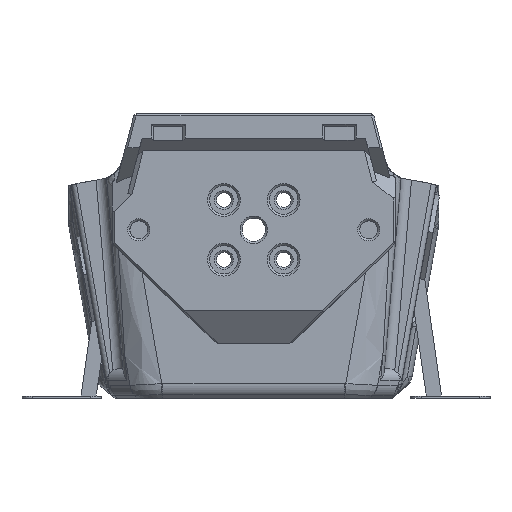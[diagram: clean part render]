
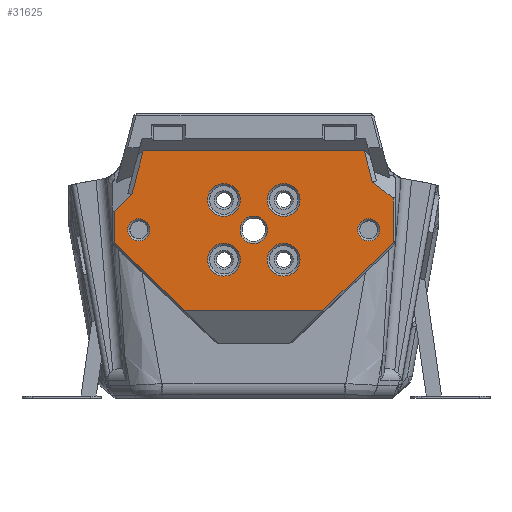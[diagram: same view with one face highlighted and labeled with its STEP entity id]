
A CAD part, front view. The second image highlights one B-rep face of the part: STEP entity #31625.
In plain terms, the highlighted planar face has unit normal (0, -1, 0).
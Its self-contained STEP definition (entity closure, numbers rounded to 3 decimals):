
#1605=CIRCLE('',#34158,2.1);
#1606=CIRCLE('',#34159,2.1);
#1607=CIRCLE('',#34160,2.6);
#1608=CIRCLE('',#34161,3.1);
#1609=CIRCLE('',#34162,3.1);
#1610=CIRCLE('',#34163,3.1);
#1611=CIRCLE('',#34164,3.1);
#2081=LINE('',#44463,#4955);
#2090=LINE('',#44482,#4964);
#3677=LINE('',#56822,#6551);
#3678=LINE('',#56824,#6552);
#3679=LINE('',#56826,#6553);
#3680=LINE('',#56828,#6554);
#3681=LINE('',#56830,#6555);
#3682=LINE('',#56832,#6556);
#3683=LINE('',#56834,#6557);
#3684=LINE('',#56835,#6558);
#4955=VECTOR('',#35660,1000.);
#4964=VECTOR('',#35671,1000.);
#6551=VECTOR('',#40286,1000.);
#6552=VECTOR('',#40287,1000.);
#6553=VECTOR('',#40288,1000.);
#6554=VECTOR('',#40289,1000.);
#6555=VECTOR('',#40290,1000.);
#6556=VECTOR('',#40291,1000.);
#6557=VECTOR('',#40292,1000.);
#6558=VECTOR('',#40293,1000.);
#13825=ORIENTED_EDGE('',*,*,#17460,.F.);
#13826=ORIENTED_EDGE('',*,*,#20258,.T.);
#13827=ORIENTED_EDGE('',*,*,#20259,.T.);
#13828=ORIENTED_EDGE('',*,*,#20260,.T.);
#13829=ORIENTED_EDGE('',*,*,#20261,.T.);
#13830=ORIENTED_EDGE('',*,*,#20262,.T.);
#13831=ORIENTED_EDGE('',*,*,#20263,.T.);
#13832=ORIENTED_EDGE('',*,*,#20264,.T.);
#13833=ORIENTED_EDGE('',*,*,#17469,.F.);
#13834=ORIENTED_EDGE('',*,*,#20265,.T.);
#13835=ORIENTED_EDGE('',*,*,#20266,.T.);
#13836=ORIENTED_EDGE('',*,*,#20267,.T.);
#13837=ORIENTED_EDGE('',*,*,#20268,.T.);
#13838=ORIENTED_EDGE('',*,*,#20269,.F.);
#13839=ORIENTED_EDGE('',*,*,#20270,.F.);
#13840=ORIENTED_EDGE('',*,*,#20271,.T.);
#13841=ORIENTED_EDGE('',*,*,#20272,.T.);
#17460=EDGE_CURVE('',#22096,#22097,#2081,.F.);
#17469=EDGE_CURVE('',#22105,#22106,#2090,.F.);
#20258=EDGE_CURVE('',#22096,#23843,#3677,.T.);
#20259=EDGE_CURVE('',#23843,#23844,#3678,.F.);
#20260=EDGE_CURVE('',#23844,#23845,#3679,.T.);
#20261=EDGE_CURVE('',#23845,#23846,#3680,.T.);
#20262=EDGE_CURVE('',#23846,#23847,#3681,.T.);
#20263=EDGE_CURVE('',#23847,#23848,#3682,.T.);
#20264=EDGE_CURVE('',#23848,#22106,#3683,.T.);
#20265=EDGE_CURVE('',#22105,#22097,#3684,.T.);
#20266=EDGE_CURVE('',#23849,#23849,#1605,.F.);
#20267=EDGE_CURVE('',#23850,#23850,#1606,.F.);
#20268=EDGE_CURVE('',#23851,#23851,#1607,.F.);
#20269=EDGE_CURVE('',#23852,#23852,#1608,.F.);
#20270=EDGE_CURVE('',#23853,#23853,#1609,.F.);
#20271=EDGE_CURVE('',#23854,#23854,#1610,.F.);
#20272=EDGE_CURVE('',#23855,#23855,#1611,.F.);
#22096=VERTEX_POINT('',#44462);
#22097=VERTEX_POINT('',#44464);
#22105=VERTEX_POINT('',#44481);
#22106=VERTEX_POINT('',#44483);
#23843=VERTEX_POINT('',#56823);
#23844=VERTEX_POINT('',#56825);
#23845=VERTEX_POINT('',#56827);
#23846=VERTEX_POINT('',#56829);
#23847=VERTEX_POINT('',#56831);
#23848=VERTEX_POINT('',#56833);
#23849=VERTEX_POINT('',#56837);
#23850=VERTEX_POINT('',#56839);
#23851=VERTEX_POINT('',#56841);
#23852=VERTEX_POINT('',#56843);
#23853=VERTEX_POINT('',#56845);
#23854=VERTEX_POINT('',#56847);
#23855=VERTEX_POINT('',#56849);
#26798=EDGE_LOOP('',(#13825,#13826,#13827,#13828,#13829,#13830,#13831,#13832,
#13833,#13834));
#26799=EDGE_LOOP('',(#13835));
#26800=EDGE_LOOP('',(#13836));
#26801=EDGE_LOOP('',(#13837));
#26802=EDGE_LOOP('',(#13838));
#26803=EDGE_LOOP('',(#13839));
#26804=EDGE_LOOP('',(#13840));
#26805=EDGE_LOOP('',(#13841));
#28730=FACE_BOUND('',#26798,.T.);
#28731=FACE_BOUND('',#26799,.T.);
#28732=FACE_BOUND('',#26800,.T.);
#28733=FACE_BOUND('',#26801,.T.);
#28734=FACE_BOUND('',#26802,.T.);
#28735=FACE_BOUND('',#26803,.T.);
#28736=FACE_BOUND('',#26804,.T.);
#28737=FACE_BOUND('',#26805,.T.);
#30020=PLANE('',#34157);
#31625=ADVANCED_FACE('',(#28730,#28731,#28732,#28733,#28734,#28735,#28736,
#28737),#30020,.T.);
#34157=AXIS2_PLACEMENT_3D('',#56821,#40284,#40285);
#34158=AXIS2_PLACEMENT_3D('',#56836,#40294,#40295);
#34159=AXIS2_PLACEMENT_3D('',#56838,#40296,#40297);
#34160=AXIS2_PLACEMENT_3D('',#56840,#40298,#40299);
#34161=AXIS2_PLACEMENT_3D('',#56842,#40300,#40301);
#34162=AXIS2_PLACEMENT_3D('',#56844,#40302,#40303);
#34163=AXIS2_PLACEMENT_3D('',#56846,#40304,#40305);
#34164=AXIS2_PLACEMENT_3D('',#56848,#40306,#40307);
#35660=DIRECTION('',(-1.,0.,0.));
#35671=DIRECTION('',(-0.797,0.,0.604));
#40284=DIRECTION('',(0.,-1.,0.));
#40285=DIRECTION('',(1.,0.,0.));
#40286=DIRECTION('',(-0.25,0.,-0.968));
#40287=DIRECTION('',(0.714,0.,0.7));
#40288=DIRECTION('',(0.,0.,-1.));
#40289=DIRECTION('',(0.722,0.,-0.692));
#40290=DIRECTION('',(1.,0.,0.));
#40291=DIRECTION('',(0.722,0.,0.692));
#40292=DIRECTION('',(0.,0.,1.));
#40293=DIRECTION('',(-0.25,0.,0.968));
#40294=DIRECTION('',(0.,-1.,0.));
#40295=DIRECTION('',(1.,0.,0.));
#40296=DIRECTION('',(0.,-1.,0.));
#40297=DIRECTION('',(1.,0.,0.));
#40298=DIRECTION('',(0.,-1.,0.));
#40299=DIRECTION('',(0.,0.,-1.));
#40300=DIRECTION('',(0.,1.,0.));
#40301=DIRECTION('',(0.,0.,-1.));
#40302=DIRECTION('',(0.,1.,0.));
#40303=DIRECTION('',(0.,0.,-1.));
#40304=DIRECTION('',(0.,-1.,0.));
#40305=DIRECTION('',(0.,0.,-1.));
#40306=DIRECTION('',(0.,-1.,0.));
#40307=DIRECTION('',(0.,0.,-1.));
#44462=CARTESIAN_POINT('',(-20.926,-29.1,46.811));
#44463=CARTESIAN_POINT('',(-0.052,-29.1,46.811));
#44464=CARTESIAN_POINT('',(20.926,-29.1,46.811));
#44481=CARTESIAN_POINT('',(22.462,-29.1,40.868));
#44482=CARTESIAN_POINT('',(15.729,-29.1,45.972));
#44483=CARTESIAN_POINT('',(26.393,-29.1,37.888));
#56821=CARTESIAN_POINT('',(0.,-29.1,25.221));
#56822=CARTESIAN_POINT('',(-24.847,-29.1,31.647));
#56823=CARTESIAN_POINT('',(-23.06,-29.1,38.559));
#56824=CARTESIAN_POINT('',(-17.965,-29.1,43.552));
#56825=CARTESIAN_POINT('',(-26.393,-29.1,35.292));
#56826=CARTESIAN_POINT('',(-26.393,-29.1,25.221));
#56827=CARTESIAN_POINT('',(-26.393,-29.1,29.389));
#56828=CARTESIAN_POINT('',(-10.556,-29.1,14.208));
#56829=CARTESIAN_POINT('',(-13.09,-29.1,16.638));
#56830=CARTESIAN_POINT('',(-2.754,-29.1,16.638));
#56831=CARTESIAN_POINT('',(13.09,-29.1,16.638));
#56832=CARTESIAN_POINT('',(10.556,-29.1,14.208));
#56833=CARTESIAN_POINT('',(26.393,-29.1,29.389));
#56834=CARTESIAN_POINT('',(26.393,-29.1,25.221));
#56835=CARTESIAN_POINT('',(24.847,-29.1,31.647));
#56836=CARTESIAN_POINT('',(-21.75,-29.1,31.853));
#56837=CARTESIAN_POINT('',(-19.65,-29.1,31.853));
#56838=CARTESIAN_POINT('',(21.75,-29.1,31.853));
#56839=CARTESIAN_POINT('',(23.85,-29.1,31.853));
#56840=CARTESIAN_POINT('',(0.,-29.1,31.85));
#56841=CARTESIAN_POINT('',(0.,-29.1,29.25));
#56842=CARTESIAN_POINT('',(5.657,-29.1,37.507));
#56843=CARTESIAN_POINT('',(5.657,-29.1,34.407));
#56844=CARTESIAN_POINT('',(5.657,-29.1,26.193));
#56845=CARTESIAN_POINT('',(5.657,-29.1,23.093));
#56846=CARTESIAN_POINT('',(-5.657,-29.1,37.507));
#56847=CARTESIAN_POINT('',(-5.657,-29.1,34.407));
#56848=CARTESIAN_POINT('',(-5.657,-29.1,26.193));
#56849=CARTESIAN_POINT('',(-5.657,-29.1,23.093));
